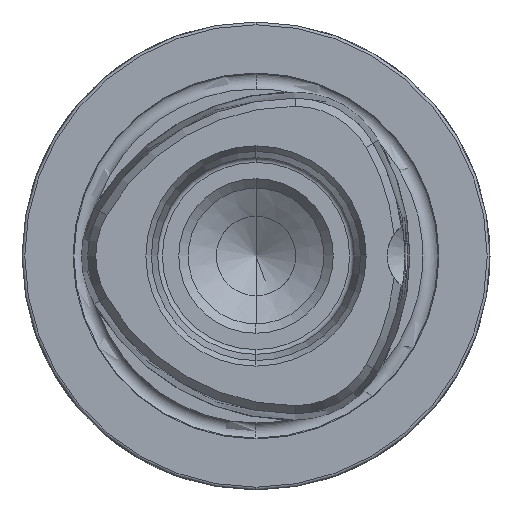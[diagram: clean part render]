
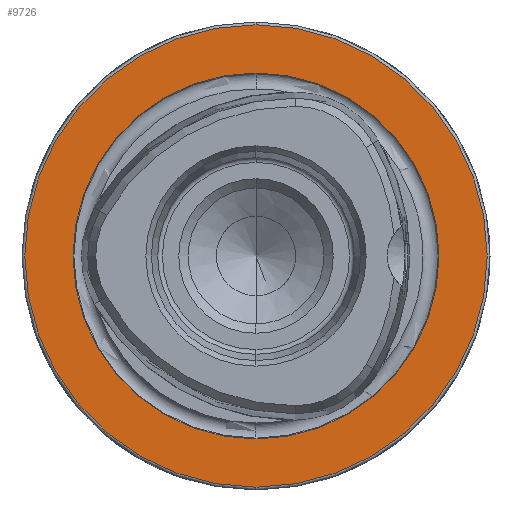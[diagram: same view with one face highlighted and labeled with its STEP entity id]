
A CAD part, left-side view. The second image highlights one B-rep face of the part: STEP entity #9726.
In plain terms, the highlighted planar face has unit normal (-1, 0, 0).
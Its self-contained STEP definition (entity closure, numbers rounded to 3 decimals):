
#384 = EDGE_CURVE ( 'NONE', #6002, #5974, #6503, .T. ) ;
#443 = EDGE_CURVE ( 'NONE', #802, #806, #2259, .T. ) ;
#673 = EDGE_LOOP ( 'NONE', ( #2688, #2690 ) ) ;
#802 = VERTEX_POINT ( 'NONE', #5531 ) ;
#806 = VERTEX_POINT ( 'NONE', #5534 ) ;
#1571 = CARTESIAN_POINT ( 'NONE',  ( 0., 0., 0. ) ) ;
#1572 = DIRECTION ( 'NONE',  ( -1., 0., 0. ) ) ;
#1573 = DIRECTION ( 'NONE',  ( 0., 0., 1. ) ) ;
#2041 = EDGE_LOOP ( 'NONE', ( #2692, #2694 ) ) ;
#2259 = CIRCLE ( 'NONE', #8520, 19.55 ) ;
#2688 = ORIENTED_EDGE ( 'NONE', *, *, #443, .F. ) ;
#2690 = ORIENTED_EDGE ( 'NONE', *, *, #9301, .F. ) ;
#2692 = ORIENTED_EDGE ( 'NONE', *, *, #9289, .T. ) ;
#2694 = ORIENTED_EDGE ( 'NONE', *, *, #384, .T. ) ;
#2820 = CARTESIAN_POINT ( 'NONE',  ( 0., 0., 24.7 ) ) ;
#2823 = CARTESIAN_POINT ( 'NONE',  ( 0., 0., -24.7 ) ) ;
#3822 = CIRCLE ( 'NONE', #4891, 24.7 ) ;
#3837 = CIRCLE ( 'NONE', #4892, 19.55 ) ;
#4042 = CARTESIAN_POINT ( 'NONE',  ( 0., 0., 0. ) ) ;
#4043 = DIRECTION ( 'NONE',  ( -1., 0., 0. ) ) ;
#4044 = DIRECTION ( 'NONE',  ( 0., 0., 1. ) ) ;
#4076 = CARTESIAN_POINT ( 'NONE',  ( 0., 0., 0. ) ) ;
#4077 = DIRECTION ( 'NONE',  ( -1., 0., 0. ) ) ;
#4078 = DIRECTION ( 'NONE',  ( 0., 0., 1. ) ) ;
#4891 = AXIS2_PLACEMENT_3D ( 'NONE', #4042, #4043, #4044 ) ;
#4892 = AXIS2_PLACEMENT_3D ( 'NONE', #4076, #4077, #4078 ) ;
#4913 = AXIS2_PLACEMENT_3D ( 'NONE', #6986, #6994, #6995 ) ;
#5531 = CARTESIAN_POINT ( 'NONE',  ( 0., 0., 19.55 ) ) ;
#5534 = CARTESIAN_POINT ( 'NONE',  ( 0., 0., -19.55 ) ) ;
#5974 = VERTEX_POINT ( 'NONE', #2820 ) ;
#6002 = VERTEX_POINT ( 'NONE', #2823 ) ;
#6196 = FACE_OUTER_BOUND ( 'NONE', #2041, .T. ) ;
#6198 = FACE_BOUND ( 'NONE', #673, .T. ) ;
#6503 = CIRCLE ( 'NONE', #8485, 24.7 ) ;
#6561 = CARTESIAN_POINT ( 'NONE',  ( 0., 0., 0. ) ) ;
#6562 = DIRECTION ( 'NONE',  ( -1., 0., 0. ) ) ;
#6563 = DIRECTION ( 'NONE',  ( 0., 0., 1. ) ) ;
#6986 = CARTESIAN_POINT ( 'NONE',  ( 0., 19.55, 0. ) ) ;
#6992 = PLANE ( 'NONE',  #4913 ) ;
#6994 = DIRECTION ( 'NONE',  ( 1., 0., 0. ) ) ;
#6995 = DIRECTION ( 'NONE',  ( 0., 0., -1. ) ) ;
#8485 = AXIS2_PLACEMENT_3D ( 'NONE', #1571, #1572, #1573 ) ;
#8520 = AXIS2_PLACEMENT_3D ( 'NONE', #6561, #6562, #6563 ) ;
#9289 = EDGE_CURVE ( 'NONE', #5974, #6002, #3822, .T. ) ;
#9301 = EDGE_CURVE ( 'NONE', #806, #802, #3837, .T. ) ;
#9726 = ADVANCED_FACE ( 'NONE', ( #6198, #6196 ), #6992, .F. ) ;
